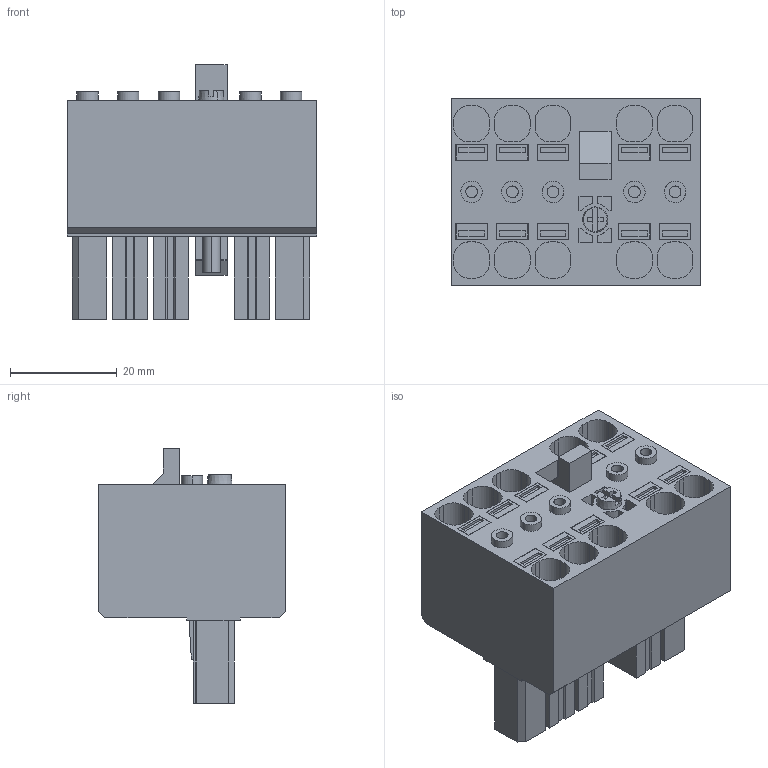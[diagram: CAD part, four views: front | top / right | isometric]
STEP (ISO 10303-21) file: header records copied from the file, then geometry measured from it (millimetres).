
FILE_DESCRIPTION(('CATIA V5R24 STEP','CAx-IF Rec.Pracs.--- Model Styling and Organization---1.4--- 2014-01-23'),'2;1');
FILE_NAME ('1208092-4_0_2720590000_2720590000.stp','2020-11-04T09:32:24+00:00',('none'),('Weidmueller'),'CATIA Version 5-6 Release 2016 SP3 HF44','CATIA V5 STEP AP214','none');
FILE_SCHEMA(('AUTOMOTIVE_DESIGN { 1 0 10303 214 1 1 1 1 }'));
Length unit declared in the file: millimetre
Products named in the file (1): 2720590000
Bounding box: 46.72 x 35.05 x 47.7 mm (x, y, z)
Volume: 41758.1 mm3; surface area: 17494.3 mm2
Topology: 13 solids, 13 shells, 645 faces, 1633 edges, 1088 vertices
Faces by surface type: plane 568, cylinder 75, cone 2
Entity records: 19334 total; most frequent: CARTESIAN_POINT 3879, ORIENTED_EDGE 3266, DIRECTION 2509, EDGE_CURVE 1633, VECTOR 1471, LINE 1471, VERTEX_POINT 1088, EDGE_LOOP 727
